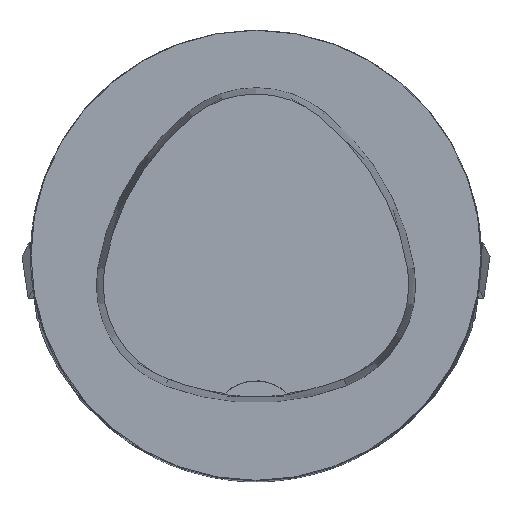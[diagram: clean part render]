
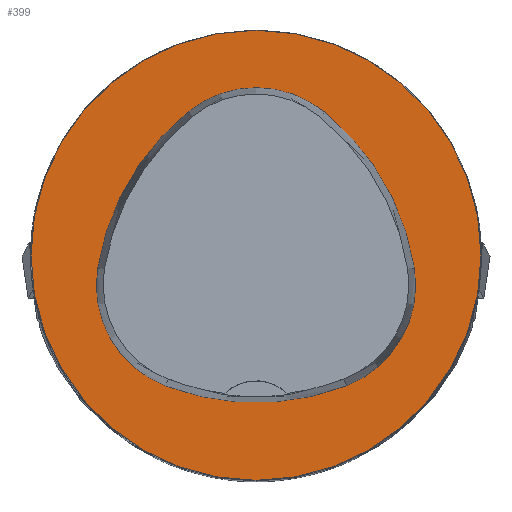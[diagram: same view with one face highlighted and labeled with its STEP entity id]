
A CAD part, top view. The second image highlights one B-rep face of the part: STEP entity #399.
In plain terms, the highlighted planar face has unit normal (0, 0, 1).
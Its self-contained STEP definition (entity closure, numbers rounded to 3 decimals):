
#306=CIRCLE('',#2420,25.);
#307=CIRCLE('',#2426,28.);
#309=CIRCLE('',#2429,12.);
#311=CIRCLE('',#2432,28.);
#313=CIRCLE('',#2435,12.);
#317=CIRCLE('',#2440,28.);
#319=CIRCLE('',#2443,12.);
#399=ADVANCED_FACE('',(#623,#624),#517,.T.);
#517=PLANE('',#2448);
#623=FACE_BOUND('',#688,.T.);
#624=FACE_BOUND('',#689,.T.);
#688=EDGE_LOOP('',(#1075,#1076,#1077,#1078,#1079,#1080));
#689=EDGE_LOOP('',(#1081));
#1075=ORIENTED_EDGE('',*,*,#1835,.T.);
#1076=ORIENTED_EDGE('',*,*,#1815,.T.);
#1077=ORIENTED_EDGE('',*,*,#1819,.T.);
#1078=ORIENTED_EDGE('',*,*,#1822,.T.);
#1079=ORIENTED_EDGE('',*,*,#1825,.T.);
#1080=ORIENTED_EDGE('',*,*,#1833,.T.);
#1081=ORIENTED_EDGE('',*,*,#1806,.F.);
#1583=VERTEX_POINT('',#3753);
#1592=VERTEX_POINT('',#3772);
#1593=VERTEX_POINT('',#3773);
#1596=VERTEX_POINT('',#3781);
#1598=VERTEX_POINT('',#3787);
#1600=VERTEX_POINT('',#3793);
#1607=VERTEX_POINT('',#3814);
#1806=EDGE_CURVE('',#1583,#1583,#306,.T.);
#1815=EDGE_CURVE('',#1592,#1593,#307,.T.);
#1819=EDGE_CURVE('',#1593,#1596,#309,.T.);
#1822=EDGE_CURVE('',#1596,#1598,#311,.T.);
#1825=EDGE_CURVE('',#1598,#1600,#313,.T.);
#1833=EDGE_CURVE('',#1600,#1607,#317,.T.);
#1835=EDGE_CURVE('',#1607,#1592,#319,.T.);
#2420=AXIS2_PLACEMENT_3D('',#3752,#2799,#2800);
#2426=AXIS2_PLACEMENT_3D('',#3771,#2815,#2816);
#2429=AXIS2_PLACEMENT_3D('',#3780,#2823,#2824);
#2432=AXIS2_PLACEMENT_3D('',#3786,#2830,#2831);
#2435=AXIS2_PLACEMENT_3D('',#3792,#2837,#2838);
#2440=AXIS2_PLACEMENT_3D('',#3815,#2849,#2850);
#2443=AXIS2_PLACEMENT_3D('',#3818,#2855,#2856);
#2448=AXIS2_PLACEMENT_3D('',#3823,#2865,#2866);
#2799=DIRECTION('',(0.,0.,-1.));
#2800=DIRECTION('',(-1.,0.,0.));
#2815=DIRECTION('',(0.,0.,-1.));
#2816=DIRECTION('',(-1.,0.,0.));
#2823=DIRECTION('',(0.,0.,-1.));
#2824=DIRECTION('',(-1.,0.,0.));
#2830=DIRECTION('',(0.,0.,-1.));
#2831=DIRECTION('',(-1.,0.,0.));
#2837=DIRECTION('',(0.,0.,-1.));
#2838=DIRECTION('',(-1.,0.,0.));
#2849=DIRECTION('',(0.,0.,-1.));
#2850=DIRECTION('',(-1.,0.,0.));
#2855=DIRECTION('',(0.,0.,-1.));
#2856=DIRECTION('',(-1.,0.,0.));
#2865=DIRECTION('',(0.,0.,1.));
#2866=DIRECTION('',(1.,0.,0.));
#3752=CARTESIAN_POINT('',(0.,0.,0.));
#3753=CARTESIAN_POINT('',(-25.,0.,0.));
#3771=CARTESIAN_POINT('',(10.068,-5.824,0.));
#3772=CARTESIAN_POINT('',(-17.584,-1.424,0.));
#3773=CARTESIAN_POINT('',(-7.531,15.953,0.));
#3780=CARTESIAN_POINT('',(0.011,6.62,0.));
#3781=CARTESIAN_POINT('',(7.567,15.942,0.));
#3786=CARTESIAN_POINT('',(-10.063,-5.81,0.));
#3787=CARTESIAN_POINT('',(17.59,-1.418,0.));
#3792=CARTESIAN_POINT('',(5.739,-3.3,0.));
#3793=CARTESIAN_POINT('',(10.05,-14.499,0.));
#3814=CARTESIAN_POINT('',(-10.025,-14.516,0.));
#3815=CARTESIAN_POINT('',(-0.01,11.631,0.));
#3818=CARTESIAN_POINT('',(-5.733,-3.31,0.));
#3823=CARTESIAN_POINT('',(0.,0.,0.));
